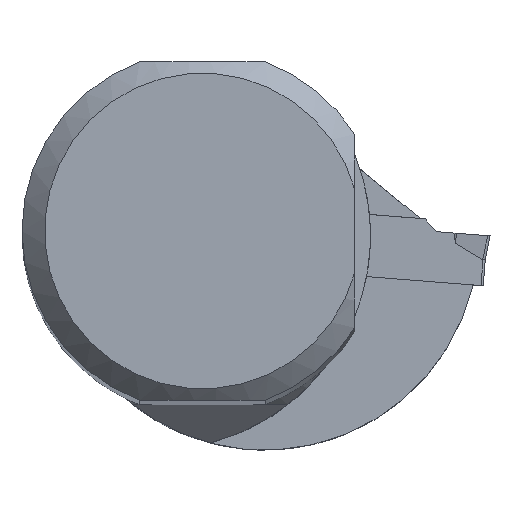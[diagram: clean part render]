
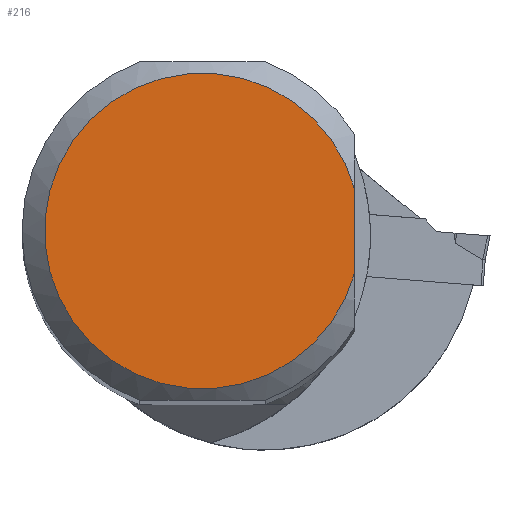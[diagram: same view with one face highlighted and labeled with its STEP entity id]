
A CAD part, top view. The second image highlights one B-rep face of the part: STEP entity #216.
In plain terms, the highlighted planar face has unit normal (0, 0, 1).
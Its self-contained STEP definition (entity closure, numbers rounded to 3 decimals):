
#216=ADVANCED_FACE('',(#335),#277,.F.);
#277=PLANE('',#1664);
#335=FACE_OUTER_BOUND('',#411,.T.);
#411=EDGE_LOOP('',(#647,#648));
#478=CIRCLE('',#1656,14.);
#647=ORIENTED_EDGE('',*,*,#1163,.T.);
#648=ORIENTED_EDGE('',*,*,#1131,.T.);
#982=VERTEX_POINT('',#2305);
#983=VERTEX_POINT('',#2307);
#1131=EDGE_CURVE('',#983,#982,#1319,.T.);
#1163=EDGE_CURVE('',#982,#983,#478,.T.);
#1319=LINE('',#2306,#1447);
#1447=VECTOR('',#1822,1.);
#1656=AXIS2_PLACEMENT_3D('',#2409,#1878,#1879);
#1664=AXIS2_PLACEMENT_3D('',#2429,#1896,#1897);
#1822=DIRECTION('',(0.,1.,0.));
#1878=DIRECTION('',(0.,0.,1.));
#1879=DIRECTION('',(0.,1.,0.));
#1896=DIRECTION('',(0.,0.,-1.));
#1897=DIRECTION('',(0.,1.,0.));
#2305=CARTESIAN_POINT('',(13.5,3.708,0.));
#2306=CARTESIAN_POINT('',(13.5,-50.,0.));
#2307=CARTESIAN_POINT('',(13.5,-3.708,0.));
#2409=CARTESIAN_POINT('',(0.,0.,0.));
#2429=CARTESIAN_POINT('',(0.,0.,0.));
